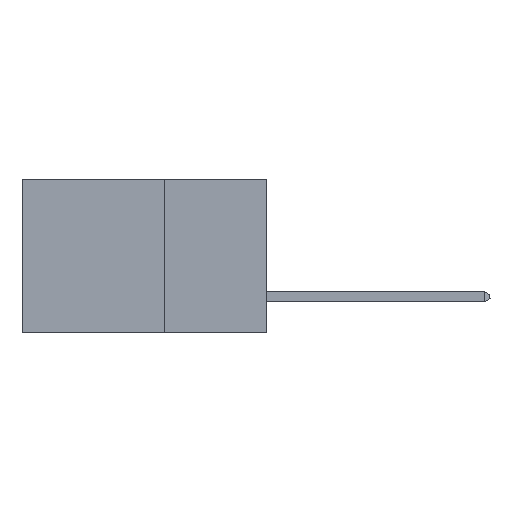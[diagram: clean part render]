
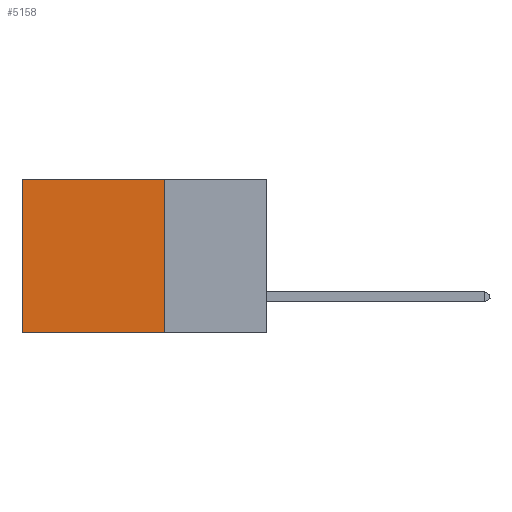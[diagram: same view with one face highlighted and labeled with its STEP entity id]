
A CAD part, left-side view. The second image highlights one B-rep face of the part: STEP entity #5158.
In plain terms, the highlighted planar face has unit normal (-1, 0, 0).
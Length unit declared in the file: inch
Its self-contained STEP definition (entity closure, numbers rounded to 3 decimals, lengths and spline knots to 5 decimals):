
#906 = VERTEX_POINT ( 'NONE', #6018 ) ;
#960 = FACE_OUTER_BOUND ( 'NONE', #7553, .T. ) ;
#1172 = VECTOR ( 'NONE', #10291, 39.37008 ) ;
#2007 = ORIENTED_EDGE ( 'NONE', *, *, #4244, .T. ) ;
#2237 = LINE ( 'NONE', #3187, #1172 ) ;
#2526 = LINE ( 'NONE', #18001, #20921 ) ;
#2815 = VECTOR ( 'NONE', #8237, 39.37008 ) ;
#2987 = VERTEX_POINT ( 'NONE', #19615 ) ;
#3187 = CARTESIAN_POINT ( 'NONE',  ( 0.2875, 0.25, -0.375 ) ) ;
#4244 = EDGE_CURVE ( 'NONE', #906, #15341, #2526, .T. ) ;
#4905 = AXIS2_PLACEMENT_3D ( 'NONE', #14237, #5478, #15957 ) ;
#5158 = ADVANCED_FACE ( 'NONE', ( #960 ), #9023, .F. ) ;
#5478 = DIRECTION ( 'NONE',  ( 1., 0., 0. ) ) ;
#5520 = EDGE_CURVE ( 'NONE', #15341, #9515, #18027, .T. ) ;
#5528 = LINE ( 'NONE', #19572, #16242 ) ;
#6018 = CARTESIAN_POINT ( 'NONE',  ( 0.2875, 0.25, 0. ) ) ;
#6190 = DIRECTION ( 'NONE',  ( 0., 1., 0. ) ) ;
#6592 = EDGE_CURVE ( 'NONE', #906, #2987, #2237, .T. ) ;
#6638 = DIRECTION ( 'NONE',  ( 0., 1., 0. ) ) ;
#7553 = EDGE_LOOP ( 'NONE', ( #10243, #18087, #10866, #2007 ) ) ;
#8126 = CARTESIAN_POINT ( 'NONE',  ( 0.2875, 0.6, 0. ) ) ;
#8237 = DIRECTION ( 'NONE',  ( 0., 0., -1. ) ) ;
#9023 = PLANE ( 'NONE',  #4905 ) ;
#9515 = VERTEX_POINT ( 'NONE', #16970 ) ;
#10243 = ORIENTED_EDGE ( 'NONE', *, *, #5520, .T. ) ;
#10291 = DIRECTION ( 'NONE',  ( 0., 0., -1. ) ) ;
#10866 = ORIENTED_EDGE ( 'NONE', *, *, #6592, .F. ) ;
#11601 = CARTESIAN_POINT ( 'NONE',  ( 0.2875, 0.6, -0.375 ) ) ;
#14237 = CARTESIAN_POINT ( 'NONE',  ( 0.2875, 0.25, -0.375 ) ) ;
#14725 = EDGE_CURVE ( 'NONE', #2987, #9515, #5528, .T. ) ;
#15341 = VERTEX_POINT ( 'NONE', #8126 ) ;
#15957 = DIRECTION ( 'NONE',  ( 0., 0., -1. ) ) ;
#16242 = VECTOR ( 'NONE', #6638, 39.37008 ) ;
#16970 = CARTESIAN_POINT ( 'NONE',  ( 0.2875, 0.6, -0.375 ) ) ;
#18001 = CARTESIAN_POINT ( 'NONE',  ( 0.2875, 0.25, 0. ) ) ;
#18027 = LINE ( 'NONE', #11601, #2815 ) ;
#18087 = ORIENTED_EDGE ( 'NONE', *, *, #14725, .F. ) ;
#19572 = CARTESIAN_POINT ( 'NONE',  ( 0.2875, 0.25, -0.375 ) ) ;
#19615 = CARTESIAN_POINT ( 'NONE',  ( 0.2875, 0.25, -0.375 ) ) ;
#20921 = VECTOR ( 'NONE', #6190, 39.37008 ) ;
